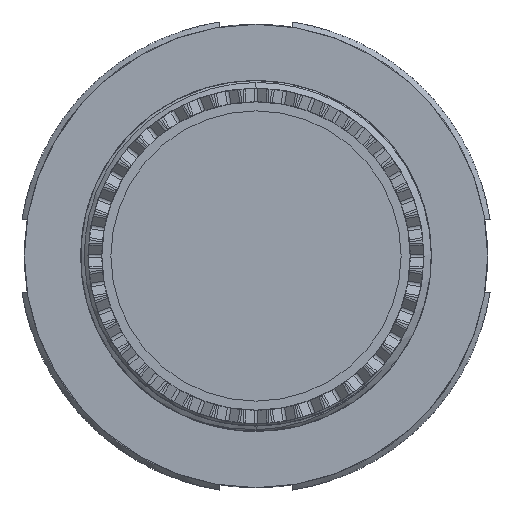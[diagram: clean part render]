
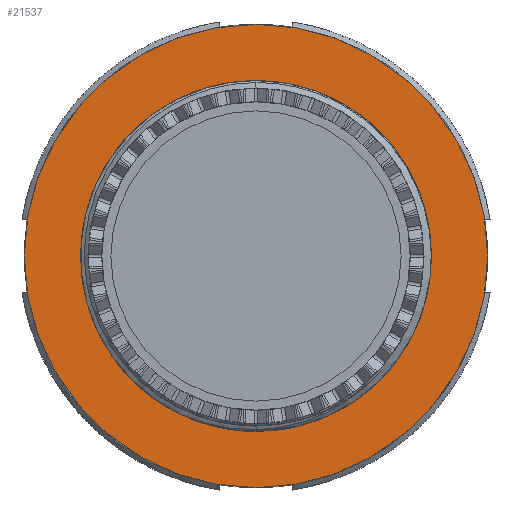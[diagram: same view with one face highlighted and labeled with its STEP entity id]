
A CAD part, front view. The second image highlights one B-rep face of the part: STEP entity #21537.
In plain terms, the highlighted planar face has unit normal (0, -1, 0).
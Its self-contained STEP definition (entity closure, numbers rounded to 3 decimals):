
#126=CARTESIAN_POINT('',(0.,0.,0.));
#127=DIRECTION('',(0.,-1.,0.));
#128=DIRECTION('',(0.,0.,-1.));
#129=AXIS2_PLACEMENT_3D('',#126,#127,#128);
#390=CARTESIAN_POINT('',(0.,0.,0.));
#391=DIRECTION('',(0.,1.,0.));
#392=DIRECTION('',(0.,0.,-1.));
#393=AXIS2_PLACEMENT_3D('',#390,#391,#392);
#4749=CARTESIAN_POINT('',(0.,0.,0.));
#4750=DIRECTION('',(0.,-1.,0.));
#4751=DIRECTION('',(0.,0.,-1.));
#4752=AXIS2_PLACEMENT_3D('',#4749,#4750,#4751);
#4754=CARTESIAN_POINT('',(0.,0.,0.));
#4755=DIRECTION('',(0.,1.,0.));
#4756=DIRECTION('',(0.,0.,-1.));
#4757=AXIS2_PLACEMENT_3D('',#4754,#4755,#4756);
#13913=CARTESIAN_POINT('',(0.,0.,-20.4));
#13914=CARTESIAN_POINT('',(0.,0.,20.4));
#13915=VERTEX_POINT('',#13913);
#13916=VERTEX_POINT('',#13914);
#13978=CARTESIAN_POINT('',(0.,0.,-15.445));
#13979=CARTESIAN_POINT('',(0.,0.,15.445));
#13980=VERTEX_POINT('',#13978);
#13981=VERTEX_POINT('',#13979);
#21522=CARTESIAN_POINT('',(0.,0.,0.));
#21523=DIRECTION('',(0.,-1.,0.));
#21524=DIRECTION('',(0.,0.,-1.));
#21525=AXIS2_PLACEMENT_3D('',#21522,#21523,#21524);
#21526=PLANE('',#21525);
#21528=ORIENTED_EDGE('',*,*,#21527,.F.);
#21530=ORIENTED_EDGE('',*,*,#21529,.T.);
#21531=EDGE_LOOP('',(#21528,#21530));
#21532=FACE_OUTER_BOUND('',#21531,.F.);
#21533=ORIENTED_EDGE('',*,*,#16644,.F.);
#21534=ORIENTED_EDGE('',*,*,#16568,.T.);
#21535=EDGE_LOOP('',(#21533,#21534));
#21536=FACE_BOUND('',#21535,.F.);
#21537=ADVANCED_FACE('',(#21532,#21536),#21526,.T.);
#130=CIRCLE('',#129,15.445);
#394=CIRCLE('',#393,15.445);
#4753=CIRCLE('',#4752,20.4);
#4758=CIRCLE('',#4757,20.4);
#16568=EDGE_CURVE('',#13980,#13981,#130,.T.);
#16644=EDGE_CURVE('',#13980,#13981,#394,.T.);
#21527=EDGE_CURVE('',#13915,#13916,#4753,.T.);
#21529=EDGE_CURVE('',#13915,#13916,#4758,.T.);
